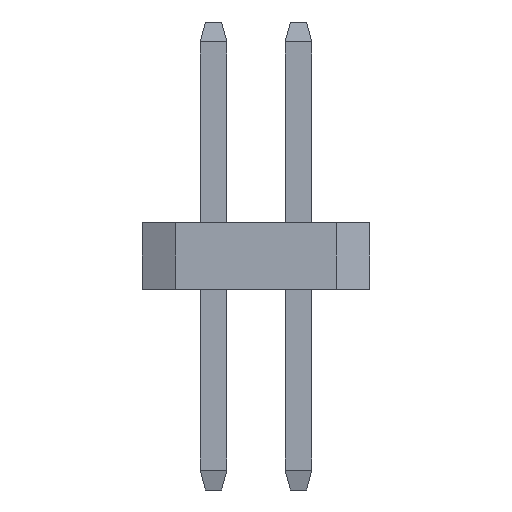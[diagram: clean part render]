
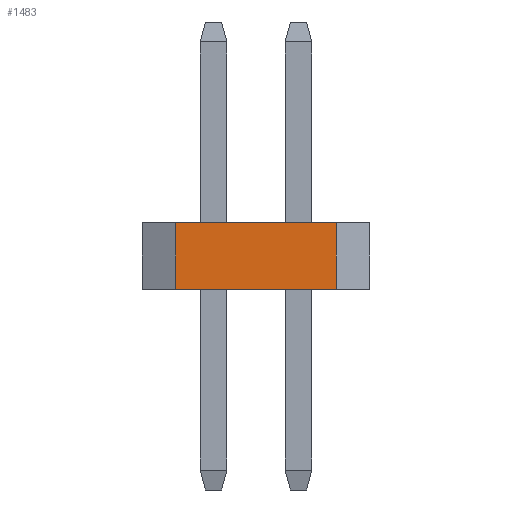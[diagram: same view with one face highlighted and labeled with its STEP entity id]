
A CAD part, left-side view. The second image highlights one B-rep face of the part: STEP entity #1483.
In plain terms, the highlighted planar face has unit normal (-1, 0, 0).
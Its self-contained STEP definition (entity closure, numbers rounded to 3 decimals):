
#122 = DIRECTION ( 'NONE',  ( 1., 0., 0. ) ) ;
#514 = CARTESIAN_POINT ( 'NONE',  ( -8.89, 1.2, 1. ) ) ;
#615 = CARTESIAN_POINT ( 'NONE',  ( -8.89, -1.2, 0. ) ) ;
#1090 = DIRECTION ( 'NONE',  ( 0., 0., 1. ) ) ;
#1483 = ADVANCED_FACE ( 'NONE', ( #3517 ), #1654, .F. ) ;
#1592 = DIRECTION ( 'NONE',  ( 0., -1., 0. ) ) ;
#1654 = PLANE ( 'NONE',  #12875 ) ;
#2850 = CARTESIAN_POINT ( 'NONE',  ( -8.89, 1.2, -1.5 ) ) ;
#3517 = FACE_OUTER_BOUND ( 'NONE', #22939, .T. ) ;
#3530 = EDGE_CURVE ( 'NONE', #8675, #12117, #17218, .T. ) ;
#4671 = EDGE_CURVE ( 'NONE', #12117, #20976, #5094, .T. ) ;
#4971 = ORIENTED_EDGE ( 'NONE', *, *, #4671, .F. ) ;
#5094 = LINE ( 'NONE', #10463, #16777 ) ;
#5225 = ORIENTED_EDGE ( 'NONE', *, *, #7854, .T. ) ;
#6903 = CARTESIAN_POINT ( 'NONE',  ( -8.89, -1.7, 1. ) ) ;
#6934 = DIRECTION ( 'NONE',  ( 0., 0., 1. ) ) ;
#7201 = VECTOR ( 'NONE', #6934, 1000. ) ;
#7854 = EDGE_CURVE ( 'NONE', #8675, #16881, #8862, .T. ) ;
#8675 = VERTEX_POINT ( 'NONE', #14154 ) ;
#8862 = LINE ( 'NONE', #15642, #14813 ) ;
#9145 = LINE ( 'NONE', #21543, #7201 ) ;
#10463 = CARTESIAN_POINT ( 'NONE',  ( -8.89, -1.7, 1. ) ) ;
#10686 = ORIENTED_EDGE ( 'NONE', *, *, #19232, .T. ) ;
#12117 = VERTEX_POINT ( 'NONE', #514 ) ;
#12875 = AXIS2_PLACEMENT_3D ( 'NONE', #6903, #122, #18004 ) ;
#14154 = CARTESIAN_POINT ( 'NONE',  ( -8.89, 1.2, 0. ) ) ;
#14813 = VECTOR ( 'NONE', #22881, 1000. ) ;
#15459 = VECTOR ( 'NONE', #1090, 1000. ) ;
#15642 = CARTESIAN_POINT ( 'NONE',  ( -8.89, -1.7, 0. ) ) ;
#16777 = VECTOR ( 'NONE', #1592, 1000. ) ;
#16881 = VERTEX_POINT ( 'NONE', #615 ) ;
#17218 = LINE ( 'NONE', #2850, #15459 ) ;
#18004 = DIRECTION ( 'NONE',  ( 0., 0., -1. ) ) ;
#19232 = EDGE_CURVE ( 'NONE', #16881, #20976, #9145, .T. ) ;
#20103 = CARTESIAN_POINT ( 'NONE',  ( -8.89, -1.2, 1. ) ) ;
#20800 = ORIENTED_EDGE ( 'NONE', *, *, #3530, .F. ) ;
#20976 = VERTEX_POINT ( 'NONE', #20103 ) ;
#21543 = CARTESIAN_POINT ( 'NONE',  ( -8.89, -1.2, -1.5 ) ) ;
#22881 = DIRECTION ( 'NONE',  ( 0., -1., 0. ) ) ;
#22939 = EDGE_LOOP ( 'NONE', ( #5225, #10686, #4971, #20800 ) ) ;
